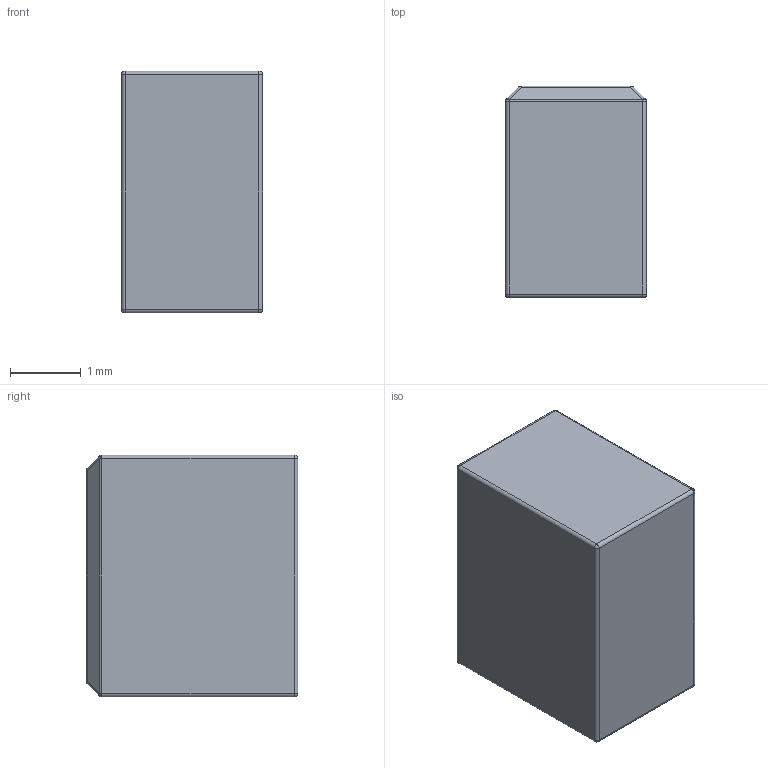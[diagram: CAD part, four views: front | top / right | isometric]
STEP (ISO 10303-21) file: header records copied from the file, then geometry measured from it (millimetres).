
FILE_DESCRIPTION (( 'STEP AP214' ), '1' );
FILE_NAME ('Button.STEP', '2025-07-18T20:10:46', ( '' ), ( '' ), 'SwSTEP 2.0', 'SolidWorks 2016', '' );
FILE_SCHEMA (( 'AUTOMOTIVE_DESIGN' ));
Length unit declared in the file: millimetre
Products named in the file (1): Button
Bounding box: 2 x 3 x 3.43 mm (x, y, z)
Volume: 20.4 mm3; surface area: 44.4 mm2
Topology: 1 solids, 1 shells, 46 faces, 96 edges, 40 vertices
Faces by surface type: cylinder 20, sphere 16, plane 10
Entity records: 1122 total; most frequent: DIRECTION 222, CARTESIAN_POINT 171, ORIENTED_EDGE 168, AXIS2_PLACEMENT_3D 91, EDGE_CURVE 84, FACE_OUTER_BOUND 46, EDGE_LOOP 46, ADVANCED_FACE 46
